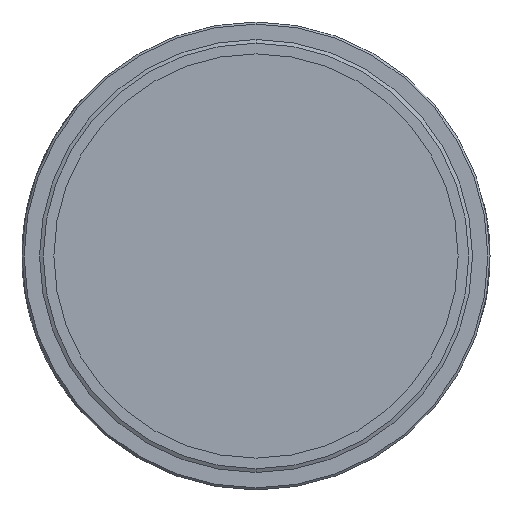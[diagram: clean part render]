
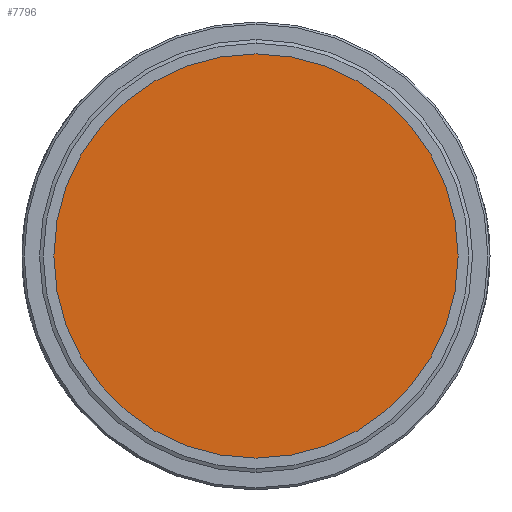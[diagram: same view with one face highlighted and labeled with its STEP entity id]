
A CAD part, left-side view. The second image highlights one B-rep face of the part: STEP entity #7796.
In plain terms, the highlighted planar face has unit normal (-1, 0, 0).
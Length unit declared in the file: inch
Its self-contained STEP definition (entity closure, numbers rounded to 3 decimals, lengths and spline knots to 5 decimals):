
#385 = ORIENTED_EDGE ( 'NONE', *, *, #5436, .F. ) ;
#731 = CARTESIAN_POINT ( 'NONE',  ( -0.105, 0., 0. ) ) ;
#1502 = PLANE ( 'NONE',  #5099 ) ;
#1923 = CIRCLE ( 'NONE', #3285, 1. ) ;
#2050 = CARTESIAN_POINT ( 'NONE',  ( -0.105, 0., 0. ) ) ;
#2080 = CARTESIAN_POINT ( 'NONE',  ( -0.105, 0., 1. ) ) ;
#2136 = AXIS2_PLACEMENT_3D ( 'NONE', #2957, #8338, #3724 ) ;
#2496 = EDGE_LOOP ( 'NONE', ( #385, #3059 ) ) ;
#2829 = DIRECTION ( 'NONE',  ( 0., 0., -1. ) ) ;
#2957 = CARTESIAN_POINT ( 'NONE',  ( -0.105, 0., 0. ) ) ;
#3058 = DIRECTION ( 'NONE',  ( 0., 0., -1. ) ) ;
#3059 = ORIENTED_EDGE ( 'NONE', *, *, #3778, .F. ) ;
#3285 = AXIS2_PLACEMENT_3D ( 'NONE', #2050, #7429, #2829 ) ;
#3724 = DIRECTION ( 'NONE',  ( 0., 0., -1. ) ) ;
#3778 = EDGE_CURVE ( 'NONE', #5063, #4371, #4090, .T. ) ;
#4090 = CIRCLE ( 'NONE', #2136, 1. ) ;
#4371 = VERTEX_POINT ( 'NONE', #9881 ) ;
#5063 = VERTEX_POINT ( 'NONE', #2080 ) ;
#5099 = AXIS2_PLACEMENT_3D ( 'NONE', #731, #7656, #3058 ) ;
#5436 = EDGE_CURVE ( 'NONE', #4371, #5063, #1923, .T. ) ;
#6839 = FACE_OUTER_BOUND ( 'NONE', #2496, .T. ) ;
#7429 = DIRECTION ( 'NONE',  ( 1., 0., 0. ) ) ;
#7656 = DIRECTION ( 'NONE',  ( 1., 0., 0. ) ) ;
#7796 = ADVANCED_FACE ( 'NONE', ( #6839 ), #1502, .F. ) ;
#8338 = DIRECTION ( 'NONE',  ( 1., 0., 0. ) ) ;
#9881 = CARTESIAN_POINT ( 'NONE',  ( -0.105, 0., -1. ) ) ;
